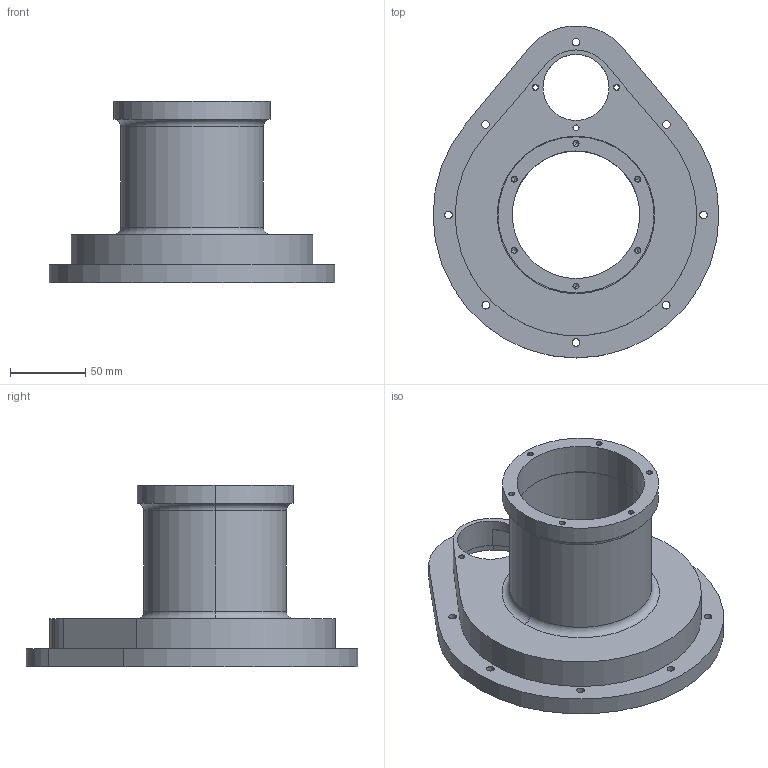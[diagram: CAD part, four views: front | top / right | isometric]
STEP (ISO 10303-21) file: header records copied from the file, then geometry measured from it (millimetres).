
FILE_DESCRIPTION((''),'2;1');
FILE_NAME('3-02','2022-01-09T15:18:44',('Y'),('FoxCAVITY'),'CREO PARAMETRIC BY PTC INC, 2020454','CREO PARAMETRIC BY PTC INC, 2020454','');
FILE_SCHEMA(('CONFIG_CONTROL_DESIGN'));
Length unit declared in the file: millimetre
Products named in the file (1): 3-02
Bounding box: 190.5 x 221.23 x 121 mm (x, y, z)
Volume: 329517.9 mm3; surface area: 138250.1 mm2
Topology: 2 solids, 11 shells, 124 faces, 324 edges, 208 vertices
Faces by surface type: cylinder 77, plane 29, cone 14, torus 4
Entity records: 3896 total; most frequent: DIRECTION 744, CARTESIAN_POINT 659, ORIENTED_EDGE 580, EDGE_CURVE 312, AXIS2_PLACEMENT_3D 309, VERTEX_POINT 208, CIRCLE 184, EDGE_LOOP 168
